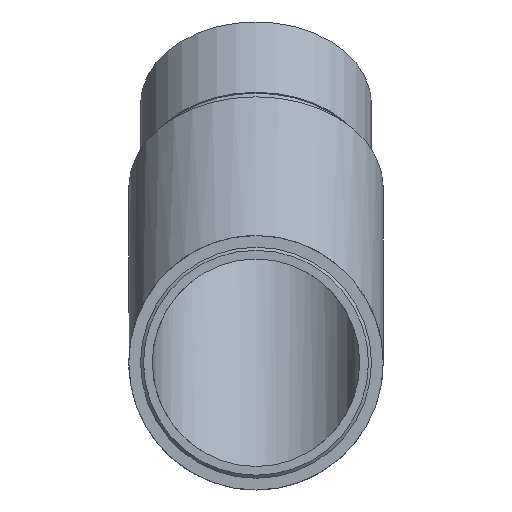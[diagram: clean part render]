
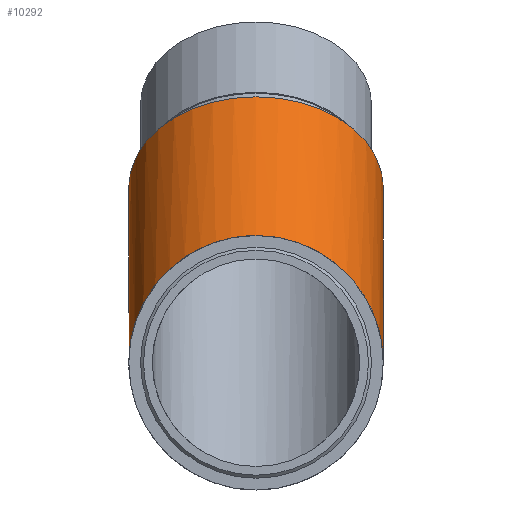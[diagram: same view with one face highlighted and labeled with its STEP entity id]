
A CAD part, front view. The second image highlights one B-rep face of the part: STEP entity #10292.
In plain terms, the highlighted cylindrical face has radius 21.1 mm (diameter 42.2 mm), a full revolution.
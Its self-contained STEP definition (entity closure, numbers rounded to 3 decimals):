
#265 = EDGE_CURVE ( 'NONE', #2019, #2019, #4202, .T. ) ;
#449 = ORIENTED_EDGE ( 'NONE', *, *, #11253, .T. ) ;
#1050 = ORIENTED_EDGE ( 'NONE', *, *, #265, .T. ) ;
#1765 = EDGE_LOOP ( 'NONE', ( #1050 ) ) ;
#2019 = VERTEX_POINT ( 'NONE', #12058 ) ;
#2087 = CARTESIAN_POINT ( 'NONE',  ( 0., 70.435, 29.175 ) ) ;
#2975 = CYLINDRICAL_SURFACE ( 'NONE', #8200, 21.1 ) ;
#3739 = CARTESIAN_POINT ( 'NONE',  ( 0., 32.52, 21.1 ) ) ;
#4130 = CARTESIAN_POINT ( 'NONE',  ( -42.2, 50., -21.1 ) ) ;
#4169 = CARTESIAN_POINT ( 'NONE',  ( 0., 32.52, 21.1 ) ) ;
#4202 = CIRCLE ( 'NONE', #4698, 21.1 ) ;
#4698 = AXIS2_PLACEMENT_3D ( 'NONE', #2087, #6859, #4918 ) ;
#4830 = VERTEX_POINT ( 'NONE', #3739 ) ;
#4918 = DIRECTION ( 'NONE',  ( 0., -0.707, 0.707 ) ) ;
#5236 = DIRECTION ( 'NONE',  ( 0., 0.707, 0.707 ) ) ;
#6031 = CARTESIAN_POINT ( 'NONE',  ( -42.2, 32.52, 21.1 ) ) ;
#6859 = DIRECTION ( 'NONE',  ( 0., -0.707, -0.707 ) ) ;
#7034 = FACE_OUTER_BOUND ( 'NONE', #1765, .T. ) ;
#7568 = CARTESIAN_POINT ( 'NONE',  ( 42.2, 50., -21.1 ) ) ;
#7759 = CARTESIAN_POINT ( 'NONE',  ( 0., 32.52, 21.1 ) ) ;
#8168 = EDGE_LOOP ( 'NONE', ( #449 ) ) ;
#8200 = AXIS2_PLACEMENT_3D ( 'NONE', #8961, #5236, #10688 ) ;
#8737 =( BOUNDED_CURVE ( )  B_SPLINE_CURVE ( 3, ( #7759, #10721, #7568, #9791, #4130, #6031, #4169 ),
 .UNSPECIFIED., .T., .T. ) 
 B_SPLINE_CURVE_WITH_KNOTS ( ( 4, 3, 4 ),
 ( 0., 3.142, 6.283 ),
 .UNSPECIFIED. ) 
 CURVE ( )  GEOMETRIC_REPRESENTATION_ITEM ( )  RATIONAL_B_SPLINE_CURVE ( ( 1., 0.333, 0.333, 1., 0.333, 0.333, 1. ) ) 
 REPRESENTATION_ITEM ( '' )  );
#8961 = CARTESIAN_POINT ( 'NONE',  ( 0., 41.26, 0. ) ) ;
#9791 = CARTESIAN_POINT ( 'NONE',  ( 0., 50., -21.1 ) ) ;
#10292 = ADVANCED_FACE ( 'NONE', ( #11731, #7034 ), #2975, .T. ) ;
#10688 = DIRECTION ( 'NONE',  ( 0., -0.707, 0.707 ) ) ;
#10721 = CARTESIAN_POINT ( 'NONE',  ( 42.2, 32.52, 21.1 ) ) ;
#11253 = EDGE_CURVE ( 'NONE', #4830, #4830, #8737, .T. ) ;
#11731 = FACE_OUTER_BOUND ( 'NONE', #8168, .T. ) ;
#12058 = CARTESIAN_POINT ( 'NONE',  ( 0., 55.515, 44.095 ) ) ;
